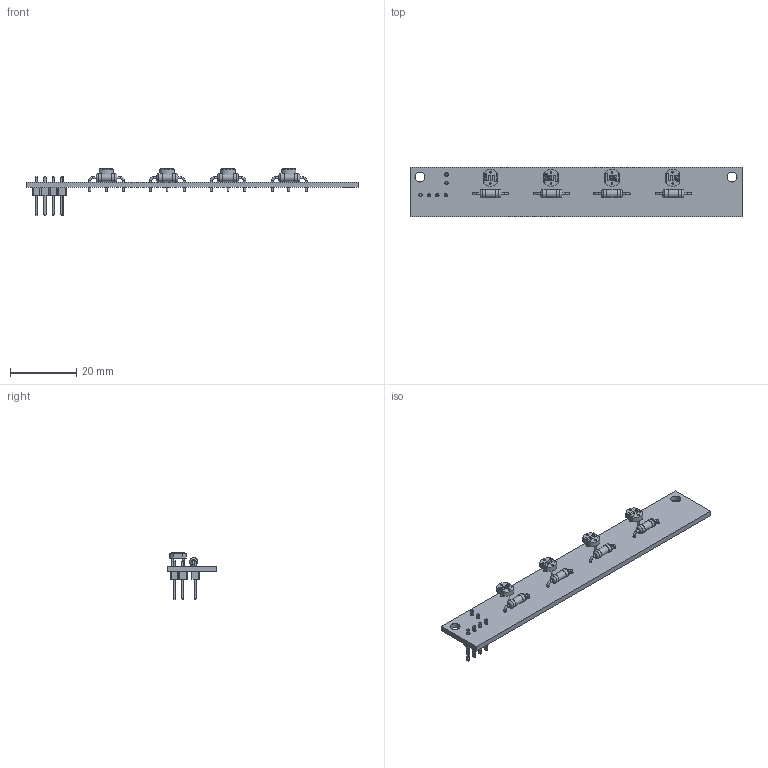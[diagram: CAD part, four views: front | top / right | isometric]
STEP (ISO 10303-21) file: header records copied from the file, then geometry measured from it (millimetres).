
FILE_DESCRIPTION(('KiCad electronic assembly'),'2;1');
FILE_NAME('Photoresistor-array.step','2024-04-02T22:50:33',('Pcbnew'),( 'Kicad'),'Open CASCADE STEP processor 7.6','KiCad to STEP converter' ,'Unknown');
FILE_SCHEMA(('AUTOMOTIVE_DESIGN { 1 0 10303 214 1 1 1 1 }'));
Length unit declared in the file: millimetre
Products named in the file (10): Photoresistor-array 1; R_Axial_DIN0207_L6.3mm_D2.5mm_P10.16mm_Horizontal; R_Axial_DIN0207_L63mm_D25mm_P1016mm_Horizontal; R_LDR_5.1x4.3mm_P3.4mm_Vertical; PinHeader_1x04_P2.54mm_Vertical; PinHeader_1x04_P254mm_Vertical; PinHeader_1x02_P2.54mm_Vertical; PinHeader_1x02_P254mm_Vertical; Photoresistor-array PCB
Assembly tree (15 placements, depth 3):
  Photoresistor-array 1
    R_Axial_DIN0207_L6.3mm_D2.5mm_P10.16mm_Horizontal  x4
      R_Axial_DIN0207_L63mm_D25mm_P1016mm_Horizontal
    R_LDR_5.1x4.3mm_P3.4mm_Vertical  x4
      R_LDR_5.1x4.3mm_P3.4mm_Vertical
    PinHeader_1x04_P2.54mm_Vertical
      PinHeader_1x04_P254mm_Vertical
    PinHeader_1x02_P2.54mm_Vertical
      PinHeader_1x02_P254mm_Vertical
    Photoresistor-array PCB
Bounding box: 100 x 15 x 14.04 mm (x, y, z)
Volume: 2718.1 mm3; surface area: 4392.3 mm2
Topology: 15 solids, 15 shells, 474 faces, 1128 edges, 728 vertices
Faces by surface type: plane 382, cylinder 76, torus 16
Full cylindrical faces by diameter (mm): 0.5 x16, 0.6 x16, 0.8 x16, 1 x6, 2.25 x4, 2.5 x8, 3 x2
Entity records: 17375 total; most frequent: CARTESIAN_POINT 2892, DIRECTION 2403, LINE 1695, VECTOR 1695, ORIENTED_EDGE 1230, PCURVE 1230, DEFINITIONAL_REPRESENTATION 1230, EDGE_CURVE 615
